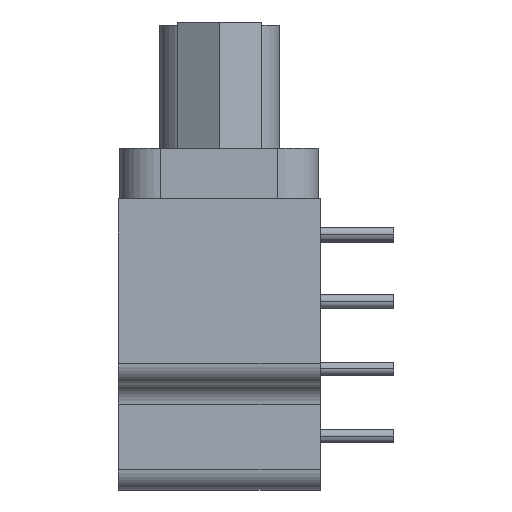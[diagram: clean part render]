
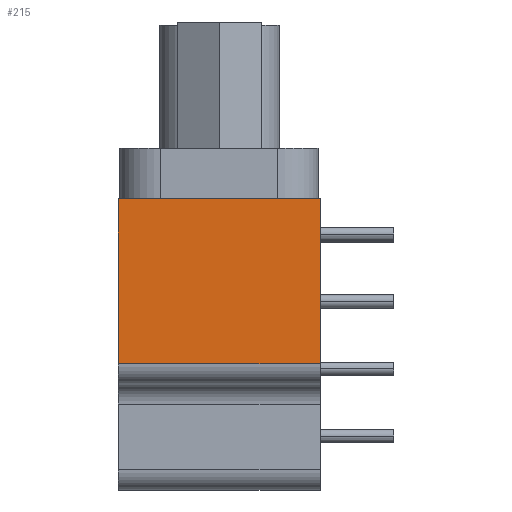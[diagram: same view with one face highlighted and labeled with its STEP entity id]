
A CAD part, left-side view. The second image highlights one B-rep face of the part: STEP entity #215.
In plain terms, the highlighted planar face has unit normal (-1, 0, 0).
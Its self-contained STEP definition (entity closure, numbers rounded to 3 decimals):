
#215=ADVANCED_FACE('',(#997),#998,.T.);
#997=FACE_OUTER_BOUND('',#2236,.T.);
#998=PLANE('',#2237);
#2236=EDGE_LOOP('',(#4243,#4244,#4245,#4246));
#2237=AXIS2_PLACEMENT_3D('',#4247,#4248,#4249);
#4243=ORIENTED_EDGE('',*,*,#7229,.T.);
#4244=ORIENTED_EDGE('',*,*,#7521,.F.);
#4245=ORIENTED_EDGE('',*,*,#7526,.F.);
#4246=ORIENTED_EDGE('',*,*,#7244,.T.);
#4247=CARTESIAN_POINT('',(-18.796,-3.81,-12.779));
#4248=DIRECTION('',(-1.0,0.0,0.0));
#4249=DIRECTION('',(0.0,0.0,1.0));
#7229=EDGE_CURVE('',#8505,#8503,#8506,.T.);
#7244=EDGE_CURVE('',#8533,#8505,#8534,.T.);
#7521=EDGE_CURVE('',#8993,#8503,#8995,.T.);
#7526=EDGE_CURVE('',#8533,#8993,#9004,.T.);
#8503=VERTEX_POINT('',#10414);
#8505=VERTEX_POINT('',#10417);
#8506=LINE('',#10418,#10419);
#8533=VERTEX_POINT('',#10454);
#8534=LINE('',#10455,#10456);
#8993=VERTEX_POINT('',#11022);
#8995=LINE('',#11024,#11025);
#9004=LINE('',#11034,#11035);
#10414=CARTESIAN_POINT('',(-18.796,3.81,-6.556));
#10417=CARTESIAN_POINT('',(-18.796,-3.81,-6.556));
#10418=CARTESIAN_POINT('',(-18.796,-3.81,-6.556));
#10419=VECTOR('',#12745,7.62);
#10454=CARTESIAN_POINT('',(-18.796,-3.81,-12.779));
#10455=CARTESIAN_POINT('',(-18.796,-3.81,-12.779));
#10456=VECTOR('',#12772,6.223);
#11022=CARTESIAN_POINT('',(-18.796,3.81,-12.779));
#11024=CARTESIAN_POINT('',(-18.796,3.81,-12.779));
#11025=VECTOR('',#13387,6.223);
#11034=CARTESIAN_POINT('',(-18.796,-3.81,-12.779));
#11035=VECTOR('',#13400,7.62);
#12745=DIRECTION('',(0.0,1.0,0.0));
#12772=DIRECTION('',(0.0,0.0,1.0));
#13387=DIRECTION('',(0.0,0.0,1.0));
#13400=DIRECTION('',(0.0,1.0,0.0));
